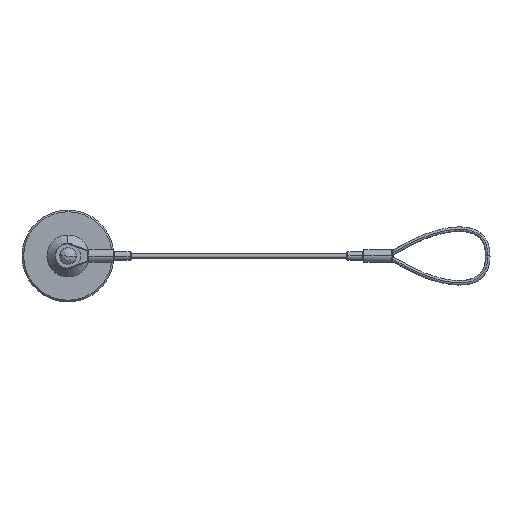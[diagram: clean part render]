
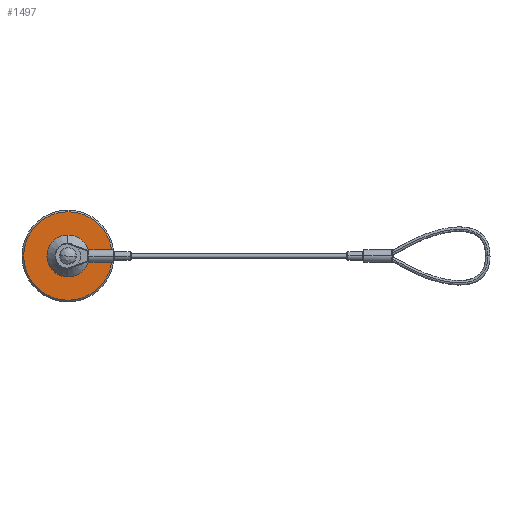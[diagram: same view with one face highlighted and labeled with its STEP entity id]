
A CAD part, left-side view. The second image highlights one B-rep face of the part: STEP entity #1497.
In plain terms, the highlighted face is planar.
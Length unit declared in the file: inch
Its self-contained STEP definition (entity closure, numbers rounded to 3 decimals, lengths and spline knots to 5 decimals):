
#1497 = ADVANCED_FACE ( 'NONE', ( #11755, #11763 ), #11018, .T. ) ;
#9648 = AXIS2_PLACEMENT_3D ( 'NONE', #11016, #11015, #11020 ) ;
#11015 = DIRECTION ( 'NONE',  ( 0., 0., 1. ) ) ;
#11016 = CARTESIAN_POINT ( 'NONE',  ( -0.315, 0., -0.14 ) ) ;
#11018 = PLANE ( 'NONE',  #9648 ) ;
#11020 = DIRECTION ( 'NONE',  ( 1., 0., 0. ) ) ;
#11755 = FACE_OUTER_BOUND ( 'NONE', #22757, .T. ) ;
#11763 = FACE_BOUND ( 'NONE', #22736, .T. ) ;
#13279 = CARTESIAN_POINT ( 'NONE',  ( 0.665, 0., -0.14 ) ) ;
#13331 = CARTESIAN_POINT ( 'NONE',  ( -0.315, 0., -0.14 ) ) ;
#13340 = CARTESIAN_POINT ( 'NONE',  ( 0.315, 0., -0.14 ) ) ;
#13391 = CARTESIAN_POINT ( 'NONE',  ( -0.665, 0., -0.14 ) ) ;
#16349 = AXIS2_PLACEMENT_3D ( 'NONE', #19458, #19460, #19461 ) ;
#16360 = AXIS2_PLACEMENT_3D ( 'NONE', #19562, #19564, #19566 ) ;
#16387 = AXIS2_PLACEMENT_3D ( 'NONE', #19790, #19791, #19792 ) ;
#16388 = AXIS2_PLACEMENT_3D ( 'NONE', #19795, #19797, #19799 ) ;
#19458 = CARTESIAN_POINT ( 'NONE',  ( 0., 0., -0.14 ) ) ;
#19460 = DIRECTION ( 'NONE',  ( 0., 0., 1. ) ) ;
#19461 = DIRECTION ( 'NONE',  ( 1., 0., 0. ) ) ;
#19562 = CARTESIAN_POINT ( 'NONE',  ( 0., 0., -0.14 ) ) ;
#19564 = DIRECTION ( 'NONE',  ( 0., 0., 1. ) ) ;
#19566 = DIRECTION ( 'NONE',  ( 1., 0., 0. ) ) ;
#19790 = CARTESIAN_POINT ( 'NONE',  ( 0., 0., -0.14 ) ) ;
#19791 = DIRECTION ( 'NONE',  ( 0., 0., 1. ) ) ;
#19792 = DIRECTION ( 'NONE',  ( 1., 0., 0. ) ) ;
#19795 = CARTESIAN_POINT ( 'NONE',  ( 0., 0., -0.14 ) ) ;
#19797 = DIRECTION ( 'NONE',  ( 0., 0., 1. ) ) ;
#19799 = DIRECTION ( 'NONE',  ( 1., 0., 0. ) ) ;
#20355 = CIRCLE ( 'NONE', #16349, 0.665 ) ;
#20426 = CIRCLE ( 'NONE', #16360, 0.315 ) ;
#20534 = CIRCLE ( 'NONE', #16387, 0.665 ) ;
#20535 = CIRCLE ( 'NONE', #16388, 0.315 ) ;
#22736 = EDGE_LOOP ( 'NONE', ( #30211, #30212 ) ) ;
#22757 = EDGE_LOOP ( 'NONE', ( #30209, #30210 ) ) ;
#23656 = VERTEX_POINT ( 'NONE', #13279 ) ;
#23708 = VERTEX_POINT ( 'NONE', #13331 ) ;
#23717 = VERTEX_POINT ( 'NONE', #13340 ) ;
#23768 = VERTEX_POINT ( 'NONE', #13391 ) ;
#28925 = EDGE_CURVE ( 'NONE', #23656, #23768, #20355, .T. ) ;
#28946 = EDGE_CURVE ( 'NONE', #23717, #23708, #20426, .T. ) ;
#28992 = EDGE_CURVE ( 'NONE', #23768, #23656, #20534, .T. ) ;
#28993 = EDGE_CURVE ( 'NONE', #23708, #23717, #20535, .T. ) ;
#30209 = ORIENTED_EDGE ( 'NONE', *, *, #28992, .T. ) ;
#30210 = ORIENTED_EDGE ( 'NONE', *, *, #28925, .T. ) ;
#30211 = ORIENTED_EDGE ( 'NONE', *, *, #28993, .F. ) ;
#30212 = ORIENTED_EDGE ( 'NONE', *, *, #28946, .F. ) ;
